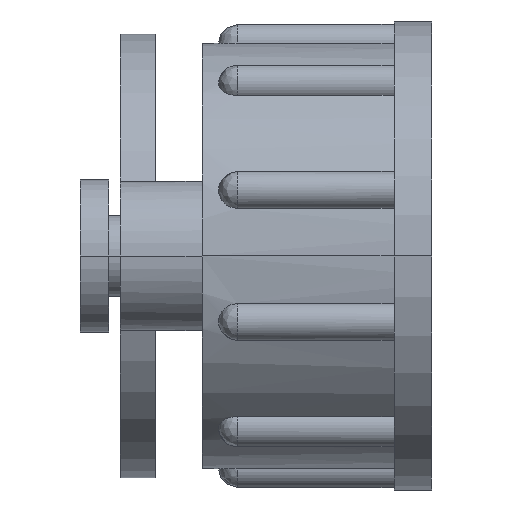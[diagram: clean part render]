
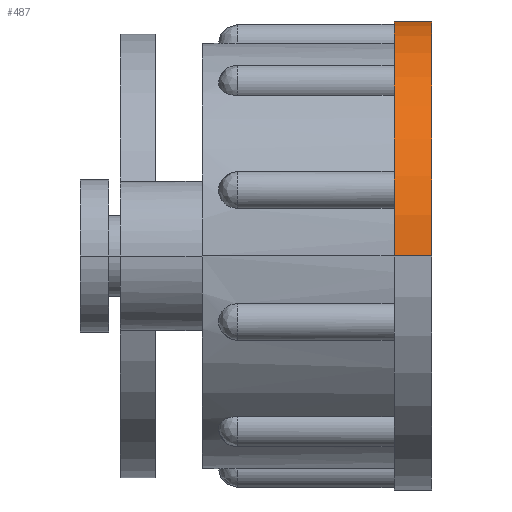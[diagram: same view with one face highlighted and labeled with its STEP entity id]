
A CAD part, left-side view. The second image highlights one B-rep face of the part: STEP entity #487.
In plain terms, the highlighted cylindrical face has radius 10 mm (diameter 20 mm), a partial arc.
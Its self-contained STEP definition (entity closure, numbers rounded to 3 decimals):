
#4 = CIRCLE ( 'NONE', #2091, 10. ) ;
#37 = VECTOR ( 'NONE', #1479, 1000. ) ;
#62 = CIRCLE ( 'NONE', #1777, 10. ) ;
#198 = ORIENTED_EDGE ( 'NONE', *, *, #1272, .T. ) ;
#240 = CARTESIAN_POINT ( 'NONE',  ( -10., 1.6, 0. ) ) ;
#339 = DIRECTION ( 'NONE',  ( 1., 0., 0. ) ) ;
#342 = CARTESIAN_POINT ( 'NONE',  ( 0., 7.3, 0. ) ) ;
#344 = DIRECTION ( 'NONE',  ( 0., -1., 0. ) ) ;
#354 = VERTEX_POINT ( 'NONE', #240 ) ;
#383 = LINE ( 'NONE', #1062, #37 ) ;
#487 = ADVANCED_FACE ( 'NONE', ( #1141 ), #488, .T. ) ;
#488 = CYLINDRICAL_SURFACE ( 'NONE', #530, 10. ) ;
#530 = AXIS2_PLACEMENT_3D ( 'NONE', #342, #344, #339 ) ;
#625 = ORIENTED_EDGE ( 'NONE', *, *, #1013, .T. ) ;
#957 = EDGE_CURVE ( 'NONE', #1290, #989, #383, .T. ) ;
#989 = VERTEX_POINT ( 'NONE', #1258 ) ;
#1013 = EDGE_CURVE ( 'NONE', #354, #2158, #1286, .T. ) ;
#1062 = CARTESIAN_POINT ( 'NONE',  ( 10., 7.3, 0. ) ) ;
#1112 = VECTOR ( 'NONE', #1667, 1000. ) ;
#1115 = CARTESIAN_POINT ( 'NONE',  ( 0., 0., 0. ) ) ;
#1118 = DIRECTION ( 'NONE',  ( 0., 1., 0. ) ) ;
#1130 = CARTESIAN_POINT ( 'NONE',  ( 10., 1.6, 0. ) ) ;
#1141 = FACE_OUTER_BOUND ( 'NONE', #1395, .T. ) ;
#1206 = DIRECTION ( 'NONE',  ( 1., 0., 0. ) ) ;
#1207 = ORIENTED_EDGE ( 'NONE', *, *, #1356, .F. ) ;
#1235 = CARTESIAN_POINT ( 'NONE',  ( 0., 1.6, 0. ) ) ;
#1237 = DIRECTION ( 'NONE',  ( 0., 1., 0. ) ) ;
#1241 = DIRECTION ( 'NONE',  ( 1., 0., 0. ) ) ;
#1258 = CARTESIAN_POINT ( 'NONE',  ( 10., 0., 0. ) ) ;
#1272 = EDGE_CURVE ( 'NONE', #2158, #989, #4, .T. ) ;
#1286 = LINE ( 'NONE', #1585, #1112 ) ;
#1290 = VERTEX_POINT ( 'NONE', #1130 ) ;
#1356 = EDGE_CURVE ( 'NONE', #354, #1290, #62, .T. ) ;
#1374 = ORIENTED_EDGE ( 'NONE', *, *, #957, .F. ) ;
#1395 = EDGE_LOOP ( 'NONE', ( #1207, #625, #198, #1374 ) ) ;
#1479 = DIRECTION ( 'NONE',  ( 0., -1., 0. ) ) ;
#1585 = CARTESIAN_POINT ( 'NONE',  ( -10., 7.3, 0. ) ) ;
#1667 = DIRECTION ( 'NONE',  ( 0., -1., 0. ) ) ;
#1777 = AXIS2_PLACEMENT_3D ( 'NONE', #1235, #1237, #1241 ) ;
#1812 = CARTESIAN_POINT ( 'NONE',  ( -10., 0., 0. ) ) ;
#2091 = AXIS2_PLACEMENT_3D ( 'NONE', #1115, #1118, #1206 ) ;
#2158 = VERTEX_POINT ( 'NONE', #1812 ) ;
